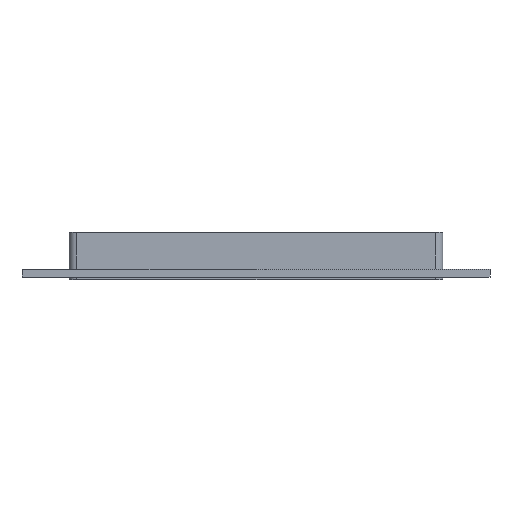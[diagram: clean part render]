
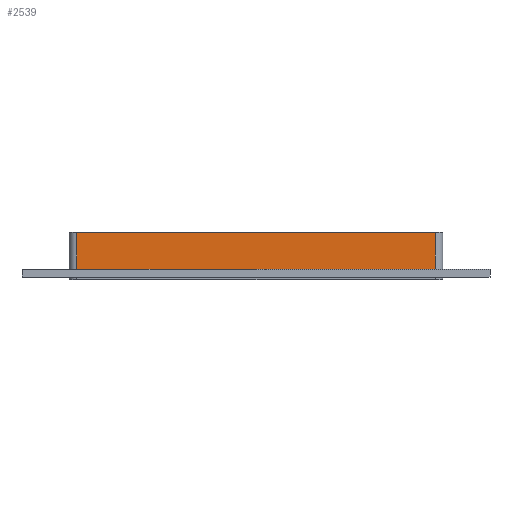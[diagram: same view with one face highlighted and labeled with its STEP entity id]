
A CAD part, left-side view. The second image highlights one B-rep face of the part: STEP entity #2539.
In plain terms, the highlighted planar face has unit normal (-1, 0, 0).
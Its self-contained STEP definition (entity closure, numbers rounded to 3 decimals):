
#921=CARTESIAN_POINT('',(-266.,-228.,-17.0));
#922=VERTEX_POINT('',#921);
#930=CARTESIAN_POINT('',(-266.,228.,-17.0));
#931=VERTEX_POINT('',#930);
#932=CARTESIAN_POINT('',(-266.,228.,-17.0));
#933=DIRECTION('',(0.0,-1.0,0.0));
#934=VECTOR('',#933,456.0);
#935=LINE('',#932,#934);
#936=EDGE_CURVE('',#931,#922,#935,.T.);
#1678=CARTESIAN_POINT('',(-266.,-228.0,30.0));
#1679=VERTEX_POINT('',#1678);
#1687=CARTESIAN_POINT('',(-266.,-228.0,30.0));
#1688=DIRECTION('',(0.0,0.0,-1.0));
#1689=VECTOR('',#1688,47.0);
#1690=LINE('',#1687,#1689);
#1691=EDGE_CURVE('',#1679,#922,#1690,.T.);
#1702=CARTESIAN_POINT('',(-266.,228.,30.0));
#1703=VERTEX_POINT('',#1702);
#1704=CARTESIAN_POINT('',(-266.,228.,-17.0));
#1705=DIRECTION('',(0.0,0.0,1.0));
#1706=VECTOR('',#1705,47.0);
#1707=LINE('',#1704,#1706);
#1708=EDGE_CURVE('',#931,#1703,#1707,.T.);
#2523=CARTESIAN_POINT('',(-266.,238.,0.0));
#2524=DIRECTION('',(-1.0,0.0,0.0));
#2525=DIRECTION('',(0.0,-1.0,0.0));
#2526=AXIS2_PLACEMENT_3D('',#2523,#2524,#2525);
#2527=PLANE('',#2526);
#2528=ORIENTED_EDGE('',*,*,#936,.T.);
#2529=ORIENTED_EDGE('',*,*,#1691,.F.);
#2530=CARTESIAN_POINT('',(-266.,228.,30.0));
#2531=DIRECTION('',(0.0,-1.0,0.0));
#2532=VECTOR('',#2531,456.);
#2533=LINE('',#2530,#2532);
#2534=EDGE_CURVE('',#1703,#1679,#2533,.T.);
#2535=ORIENTED_EDGE('',*,*,#2534,.F.);
#2536=ORIENTED_EDGE('',*,*,#1708,.F.);
#2537=EDGE_LOOP('',(#2528,#2529,#2535,#2536));
#2538=FACE_OUTER_BOUND('',#2537,.T.);
#2539=ADVANCED_FACE('',(#2538),#2527,.T.);
